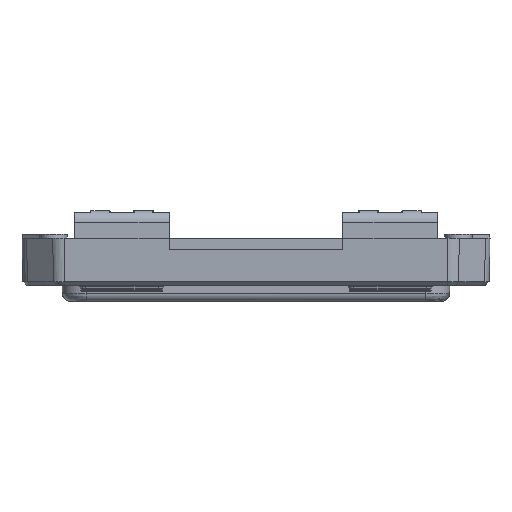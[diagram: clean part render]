
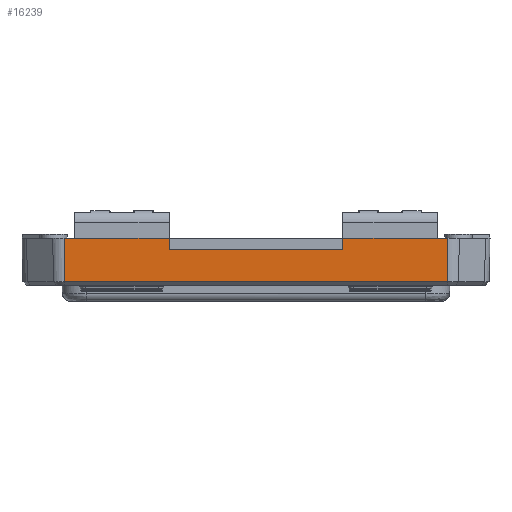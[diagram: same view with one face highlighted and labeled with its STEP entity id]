
A CAD part, left-side view. The second image highlights one B-rep face of the part: STEP entity #16239.
In plain terms, the highlighted planar face has unit normal (-1, 0, -0.018).
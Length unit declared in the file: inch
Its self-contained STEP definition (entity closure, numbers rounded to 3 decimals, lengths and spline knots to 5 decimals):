
#49 = VERTEX_POINT ( 'NONE', #19692 ) ;
#482 = EDGE_CURVE ( 'NONE', #9931, #18438, #20498, .T. ) ;
#499 = DIRECTION ( 'NONE',  ( 0., 1., 0. ) ) ;
#543 = LINE ( 'NONE', #13866, #13720 ) ;
#996 = LINE ( 'NONE', #11225, #20432 ) ;
#1326 = DIRECTION ( 'NONE',  ( 0.017, -0.007, -1. ) ) ;
#1501 = ORIENTED_EDGE ( 'NONE', *, *, #13534, .F. ) ;
#1730 = CARTESIAN_POINT ( 'NONE',  ( -3.89172, 3.145, 0.812 ) ) ;
#1944 = VECTOR ( 'NONE', #14609, 39.37008 ) ;
#2228 = DIRECTION ( 'NONE',  ( 0.017, 0.007, -1. ) ) ;
#2364 = CARTESIAN_POINT ( 'NONE',  ( -3.895, 3.145, 1. ) ) ;
#2716 = CARTESIAN_POINT ( 'NONE',  ( -3.895, -2.875, 1. ) ) ;
#2962 = VERTEX_POINT ( 'NONE', #12188 ) ;
#3176 = EDGE_CURVE ( 'NONE', #49, #10382, #7880, .T. ) ;
#3202 = DIRECTION ( 'NONE',  ( 0., 1., 0. ) ) ;
#3225 = CARTESIAN_POINT ( 'NONE',  ( -3.895, -3.04146, 1. ) ) ;
#3697 = EDGE_CURVE ( 'NONE', #18101, #17220, #12243, .T. ) ;
#5077 = CARTESIAN_POINT ( 'NONE',  ( -3.895, 3.145, 1. ) ) ;
#5276 = ORIENTED_EDGE ( 'NONE', *, *, #3176, .T. ) ;
#5503 = DIRECTION ( 'NONE',  ( -0.017, 0., 1. ) ) ;
#6150 = EDGE_LOOP ( 'NONE', ( #16248, #14675, #6863, #8224, #5276, #17022, #17917, #18553, #1501, #9491 ) ) ;
#6863 = ORIENTED_EDGE ( 'NONE', *, *, #3697, .T. ) ;
#6932 = FACE_OUTER_BOUND ( 'NONE', #6150, .T. ) ;
#7092 = LINE ( 'NONE', #1730, #8512 ) ;
#7115 = CARTESIAN_POINT ( 'NONE',  ( -3.895, 1.375, 1. ) ) ;
#7246 = DIRECTION ( 'NONE',  ( 0., 1., 0. ) ) ;
#7601 = CARTESIAN_POINT ( 'NONE',  ( -3.88296, -0.00001, 0.30999 ) ) ;
#7708 = DIRECTION ( 'NONE',  ( 0., 1., 0. ) ) ;
#7824 = CARTESIAN_POINT ( 'NONE',  ( -3.895, -1.375, 1. ) ) ;
#7859 = EDGE_CURVE ( 'NONE', #18438, #2962, #996, .T. ) ;
#7880 = LINE ( 'NONE', #12728, #1944 ) ;
#8045 = VECTOR ( 'NONE', #2228, 39.37008 ) ;
#8224 = ORIENTED_EDGE ( 'NONE', *, *, #18620, .T. ) ;
#8512 = VECTOR ( 'NONE', #499, 39.37008 ) ;
#8784 = DIRECTION ( 'NONE',  ( -1., 0., -0.017 ) ) ;
#9491 = ORIENTED_EDGE ( 'NONE', *, *, #17031, .F. ) ;
#9931 = VERTEX_POINT ( 'NONE', #10145 ) ;
#10145 = CARTESIAN_POINT ( 'NONE',  ( -3.895, 2.875, 1. ) ) ;
#10382 = VERTEX_POINT ( 'NONE', #7115 ) ;
#10576 = CARTESIAN_POINT ( 'NONE',  ( -3.895, -1.375, 1. ) ) ;
#10715 = LINE ( 'NONE', #2364, #19773 ) ;
#11225 = CARTESIAN_POINT ( 'NONE',  ( -3.895, 3.04146, 1. ) ) ;
#12188 = CARTESIAN_POINT ( 'NONE',  ( -3.88296, 3.03647, 0.30999 ) ) ;
#12243 = LINE ( 'NONE', #10576, #19706 ) ;
#12435 = VERTEX_POINT ( 'NONE', #3225 ) ;
#12728 = CARTESIAN_POINT ( 'NONE',  ( -3.895, 1.375, 1. ) ) ;
#12764 = EDGE_CURVE ( 'NONE', #19455, #18101, #20175, .T. ) ;
#13534 = EDGE_CURVE ( 'NONE', #21506, #2962, #21416, .T. ) ;
#13579 = DIRECTION ( 'NONE',  ( 0.017, 0., -1. ) ) ;
#13652 = PLANE ( 'NONE',  #20439 ) ;
#13720 = VECTOR ( 'NONE', #7246, 39.37008 ) ;
#13783 = CARTESIAN_POINT ( 'NONE',  ( -3.89462, -3.0413, 0.97802 ) ) ;
#13866 = CARTESIAN_POINT ( 'NONE',  ( -3.895, 3.145, 1. ) ) ;
#14065 = DIRECTION ( 'NONE',  ( 0., 1., 0. ) ) ;
#14205 = VECTOR ( 'NONE', #14065, 39.37008 ) ;
#14609 = DIRECTION ( 'NONE',  ( -0.017, 0., 1. ) ) ;
#14675 = ORIENTED_EDGE ( 'NONE', *, *, #12764, .T. ) ;
#15447 = LINE ( 'NONE', #13783, #8045 ) ;
#16187 = EDGE_CURVE ( 'NONE', #12435, #19455, #543, .T. ) ;
#16239 = ADVANCED_FACE ( 'NONE', ( #6932 ), #13652, .T. ) ;
#16248 = ORIENTED_EDGE ( 'NONE', *, *, #16187, .T. ) ;
#16735 = VECTOR ( 'NONE', #3202, 39.37008 ) ;
#16778 = CARTESIAN_POINT ( 'NONE',  ( -3.88296, -3.03647, 0.30999 ) ) ;
#17022 = ORIENTED_EDGE ( 'NONE', *, *, #17563, .T. ) ;
#17031 = EDGE_CURVE ( 'NONE', #12435, #21506, #15447, .T. ) ;
#17220 = VERTEX_POINT ( 'NONE', #21828 ) ;
#17493 = CARTESIAN_POINT ( 'NONE',  ( -3.895, 3.145, 1. ) ) ;
#17563 = EDGE_CURVE ( 'NONE', #10382, #9931, #10715, .T. ) ;
#17798 = DIRECTION ( 'NONE',  ( 0., 1., 0. ) ) ;
#17917 = ORIENTED_EDGE ( 'NONE', *, *, #482, .T. ) ;
#18101 = VERTEX_POINT ( 'NONE', #7824 ) ;
#18438 = VERTEX_POINT ( 'NONE', #19382 ) ;
#18553 = ORIENTED_EDGE ( 'NONE', *, *, #7859, .T. ) ;
#18620 = EDGE_CURVE ( 'NONE', #17220, #49, #7092, .T. ) ;
#19382 = CARTESIAN_POINT ( 'NONE',  ( -3.895, 3.04146, 1. ) ) ;
#19455 = VERTEX_POINT ( 'NONE', #2716 ) ;
#19572 = VECTOR ( 'NONE', #7708, 39.37008 ) ;
#19692 = CARTESIAN_POINT ( 'NONE',  ( -3.89172, 1.375, 0.812 ) ) ;
#19706 = VECTOR ( 'NONE', #13579, 39.37008 ) ;
#19773 = VECTOR ( 'NONE', #17798, 39.37008 ) ;
#20175 = LINE ( 'NONE', #5077, #16735 ) ;
#20432 = VECTOR ( 'NONE', #1326, 39.37008 ) ;
#20439 = AXIS2_PLACEMENT_3D ( 'NONE', #20619, #8784, #5503 ) ;
#20498 = LINE ( 'NONE', #17493, #14205 ) ;
#20619 = CARTESIAN_POINT ( 'NONE',  ( -3.895, 3.145, 1. ) ) ;
#21416 = LINE ( 'NONE', #7601, #19572 ) ;
#21506 = VERTEX_POINT ( 'NONE', #16778 ) ;
#21828 = CARTESIAN_POINT ( 'NONE',  ( -3.89172, -1.375, 0.812 ) ) ;
